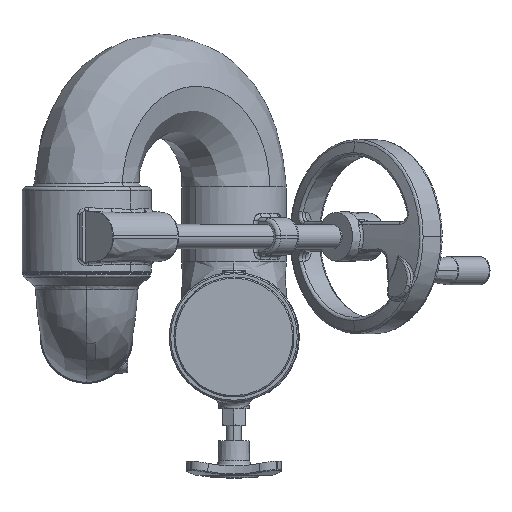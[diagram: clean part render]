
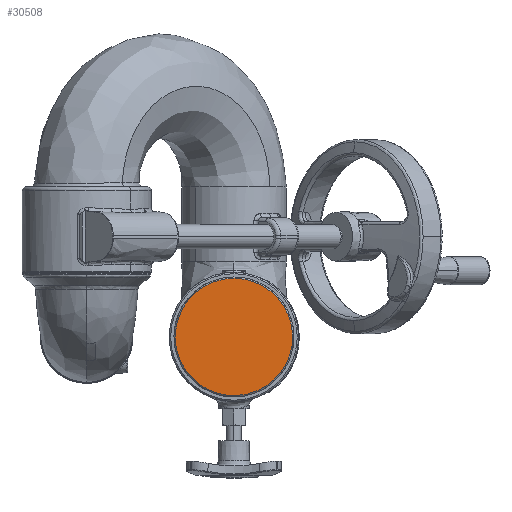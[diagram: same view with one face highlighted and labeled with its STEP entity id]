
A CAD part, front view. The second image highlights one B-rep face of the part: STEP entity #30508.
In plain terms, the highlighted face is planar.
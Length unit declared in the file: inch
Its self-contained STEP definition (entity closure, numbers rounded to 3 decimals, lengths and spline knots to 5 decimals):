
#1587 = CARTESIAN_POINT ( 'NONE',  ( -1.03171, 1.66945, 0.09143 ) ) ;
#1809 = CARTESIAN_POINT ( 'NONE',  ( -0.52503, -1.89298, 0.09143 ) ) ;
#3656 = CARTESIAN_POINT ( 'NONE',  ( 1.95536, 0.10234, 0.09143 ) ) ;
#5046 = DIRECTION ( 'NONE',  ( 0., 0., 1. ) ) ;
#6807 = CARTESIAN_POINT ( 'NONE',  ( -1.49422, 1.27408, 0.09143 ) ) ;
#7022 = CARTESIAN_POINT ( 'NONE',  ( 0.12345, -1.96056, 0.09143 ) ) ;
#7407 = EDGE_CURVE ( 'NONE', #61976, #38480, #51751, .T. ) ;
#9013 = ORIENTED_EDGE ( 'NONE', *, *, #7407, .F. ) ;
#12031 = CARTESIAN_POINT ( 'NONE',  ( -1.82893, 0.72041, 0.09143 ) ) ;
#12248 = CARTESIAN_POINT ( 'NONE',  ( 0.76005, -1.81156, 0.09143 ) ) ;
#14089 = CARTESIAN_POINT ( 'NONE',  ( 1.86735, 0.60664, 0.09143 ) ) ;
#15029 = PLANE ( 'NONE',  #50971 ) ;
#17235 = CARTESIAN_POINT ( 'NONE',  ( -1.96786, -0.0079, 0.09143 ) ) ;
#17452 = CARTESIAN_POINT ( 'NONE',  ( 1.31382, -1.46058, 0.09143 ) ) ;
#19266 = CARTESIAN_POINT ( 'NONE',  ( 1.56175, 1.1977, 0.09143 ) ) ;
#21903 = EDGE_CURVE ( 'NONE', #38480, #61976, #43389, .T. ) ;
#22198 = CARTESIAN_POINT ( 'NONE',  ( -0.08894, 1.95536, 0.09143 ) ) ;
#22414 = CARTESIAN_POINT ( 'NONE',  ( -1.8225, -0.73698, 0.09143 ) ) ;
#22635 = CARTESIAN_POINT ( 'NONE',  ( 1.72127, -0.94694, 0.09143 ) ) ;
#24480 = CARTESIAN_POINT ( 'NONE',  ( 0.89602, 1.75839, 0.09143 ) ) ;
#27437 = CARTESIAN_POINT ( 'NONE',  ( 0., 1.95536, 0.09143 ) ) ;
#27539 = ORIENTED_EDGE ( 'NONE', *, *, #21903, .F. ) ;
#27663 = CARTESIAN_POINT ( 'NONE',  ( -1.45909, -1.31847, 0.09143 ) ) ;
#27887 = CARTESIAN_POINT ( 'NONE',  ( 1.937, -0.32784, 0.09143 ) ) ;
#29739 = CARTESIAN_POINT ( 'NONE',  ( 0.1535, 1.95536, 0.09143 ) ) ;
#30508 = ADVANCED_FACE ( 'NONE', ( #37940 ), #15029, .F. ) ;
#32251 = CARTESIAN_POINT ( 'NONE',  ( -0.26689, 1.9432, 0.09143 ) ) ;
#32708 = CARTESIAN_POINT ( 'NONE',  ( -0.78087, 1.7993, 0.09143 ) ) ;
#32915 = CARTESIAN_POINT ( 'NONE',  ( -0.85637, -1.77057, 0.09143 ) ) ;
#33138 = CARTESIAN_POINT ( 'NONE',  ( 1.95536, 0., 0.09143 ) ) ;
#36135 = CARTESIAN_POINT ( 'NONE',  ( -2.2, -2.2, 0.09143 ) ) ;
#37913 = CARTESIAN_POINT ( 'NONE',  ( -1.27304, 1.4951, 0.09143 ) ) ;
#37940 = FACE_OUTER_BOUND ( 'NONE', #60255, .T. ) ;
#38131 = CARTESIAN_POINT ( 'NONE',  ( -0.20361, -1.95386, 0.09143 ) ) ;
#38480 = VERTEX_POINT ( 'NONE', #53644 ) ;
#39957 = CARTESIAN_POINT ( 'NONE',  ( 1.95536, 0., 0.09143 ) ) ;
#41348 = DIRECTION ( 'NONE',  ( 1., 0., 0. ) ) ;
#43110 = CARTESIAN_POINT ( 'NONE',  ( -1.67751, 1.02074, 0.09143 ) ) ;
#43326 = CARTESIAN_POINT ( 'NONE',  ( 0.44769, -1.9128, 0.09143 ) ) ;
#43389 = B_SPLINE_CURVE_WITH_KNOTS ( 'NONE', 3,
 ( #39957, #3656, #45167, #14089, #50376, #19266, #55600, #24480, #60847, #29739, #66096 ),
 .UNSPECIFIED., .F., .F.,
 ( 4, 1, 1, 1, 1, 1, 1, 1, 4 ),
 ( 2., 3.06441, 4.12882, 5.19323, 6.25764, 7.85411, 9.45058, 11.04705, 12.64352 ),
 .UNSPECIFIED. ) ;
#45167 = CARTESIAN_POINT ( 'NONE',  ( 1.93925, 0.30712, 0.09143 ) ) ;
#46008 = CARTESIAN_POINT ( 'NONE',  ( 0., 1.95536, 0.09143 ) ) ;
#48326 = CARTESIAN_POINT ( 'NONE',  ( -1.93187, 0.37476, 0.09143 ) ) ;
#48550 = CARTESIAN_POINT ( 'NONE',  ( 1.05168, -1.65934, 0.09143 ) ) ;
#50376 = CARTESIAN_POINT ( 'NONE',  ( 1.74947, 0.89126, 0.09143 ) ) ;
#50971 = AXIS2_PLACEMENT_3D ( 'NONE', #36135, #5046, #41348 ) ;
#51751 = B_SPLINE_CURVE_WITH_KNOTS ( 'NONE', 3,
 ( #27437, #22198, #32251, #63822, #32708, #1587, #37913, #6807, #43110, #12031, #48326, #17235, #53554, #22414, #58798, #27663, #64043, #32915, #1809, #38131, #7022, #43326, #12248, #48550, #17452, #53769, #22635, #59016, #27887, #64257, #33138 ),
 .UNSPECIFIED., .F., .F.,
 ( 4, 1, 1, 1, 1, 1, 1, 1, 1, 1, 1, 1, 1, 1, 1, 1, 1, 1, 1, 1, 1, 1, 1, 1, 1, 1, 1, 1, 4 ),
 ( 2., 2.92504, 3.85009, 4.77513, 5.70018, 6.78049, 7.86081, 8.94112, 10.02144, 11.34702, 12.67261, 13.9982, 15.32378, 16.42477, 17.52575, 18.92615, 20.32655, 21.4564, 22.58624, 23.71609, 24.84594, 25.98209, 27.11824, 28.25439, 29.39054, 30.52669, 31.66284, 32.79899, 33.93514 ),
 .UNSPECIFIED. ) ;
#53554 = CARTESIAN_POINT ( 'NONE',  ( -1.9288, -0.39026, 0.09143 ) ) ;
#53644 = CARTESIAN_POINT ( 'NONE',  ( 1.95536, 0., 0.09143 ) ) ;
#53769 = CARTESIAN_POINT ( 'NONE',  ( 1.53912, -1.22087, 0.09143 ) ) ;
#55600 = CARTESIAN_POINT ( 'NONE',  ( 1.28183, 1.50063, 0.09143 ) ) ;
#58798 = CARTESIAN_POINT ( 'NONE',  ( -1.66636, -1.03944, 0.09143 ) ) ;
#59016 = CARTESIAN_POINT ( 'NONE',  ( 1.85514, -0.64643, 0.09143 ) ) ;
#60255 = EDGE_LOOP ( 'NONE', ( #9013, #27539 ) ) ;
#60847 = CARTESIAN_POINT ( 'NONE',  ( 0.46082, 1.91902, 0.09143 ) ) ;
#61976 = VERTEX_POINT ( 'NONE', #46008 ) ;
#63822 = CARTESIAN_POINT ( 'NONE',  ( -0.52879, 1.88882, 0.09143 ) ) ;
#64043 = CARTESIAN_POINT ( 'NONE',  ( -1.18231, -1.57495, 0.09143 ) ) ;
#64257 = CARTESIAN_POINT ( 'NONE',  ( 1.95536, -0.10924, 0.09143 ) ) ;
#66096 = CARTESIAN_POINT ( 'NONE',  ( 0., 1.95536, 0.09143 ) ) ;
